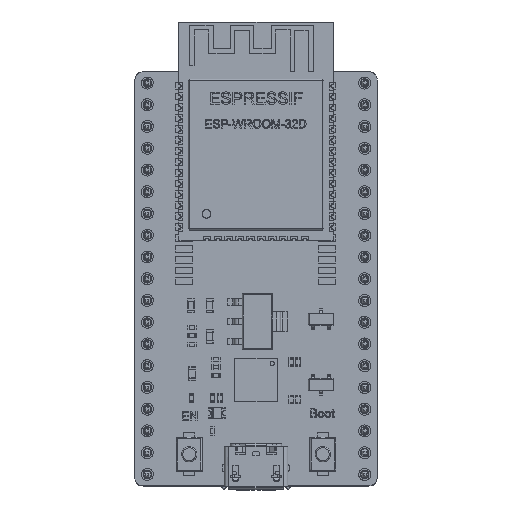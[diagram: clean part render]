
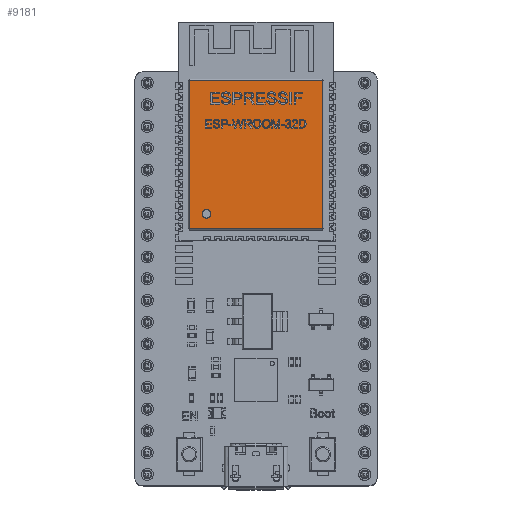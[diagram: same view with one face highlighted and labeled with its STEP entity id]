
A CAD part, top view. The second image highlights one B-rep face of the part: STEP entity #9181.
In plain terms, the highlighted free-form (B-spline) face has degree [1, 1] with [2, 2] control points.
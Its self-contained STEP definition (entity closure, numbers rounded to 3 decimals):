
#9181 = ADVANCED_FACE('',(#9182,#9212),#9226,.F.);
#9182 = FACE_BOUND('',#9183,.F.);
#9183 = EDGE_LOOP('',(#9184,#9193,#9200,#9207));
#9184 = ORIENTED_EDGE('',*,*,#9185,.F.);
#9185 = EDGE_CURVE('',#9186,#9188,#9190,.T.);
#9186 = VERTEX_POINT('',#9187);
#9187 = CARTESIAN_POINT('',(-6.973,42.466,
    3.495));
#9188 = VERTEX_POINT('',#9189);
#9189 = CARTESIAN_POINT('',(-6.973,26.906,
    3.495));
#9190 = B_SPLINE_CURVE_WITH_KNOTS('',1,(#9191,#9192),.UNSPECIFIED.,.F.,
  .F.,(2,2),(0.,17.36),.PIECEWISE_BEZIER_KNOTS.);
#9191 = CARTESIAN_POINT('',(-6.973,42.466,
    3.495));
#9192 = CARTESIAN_POINT('',(-6.973,26.906,
    3.495));
#9193 = ORIENTED_EDGE('',*,*,#9194,.T.);
#9194 = EDGE_CURVE('',#9186,#9195,#9197,.T.);
#9195 = VERTEX_POINT('',#9196);
#9196 = CARTESIAN_POINT('',(6.973,42.466,
    3.495));
#9197 = B_SPLINE_CURVE_WITH_KNOTS('',1,(#9198,#9199),.UNSPECIFIED.,.F.,
  .F.,(2,2),(0.,15.56),.PIECEWISE_BEZIER_KNOTS.);
#9198 = CARTESIAN_POINT('',(-6.973,42.466,
    3.495));
#9199 = CARTESIAN_POINT('',(6.973,42.466,
    3.495));
#9200 = ORIENTED_EDGE('',*,*,#9201,.T.);
#9201 = EDGE_CURVE('',#9195,#9202,#9204,.T.);
#9202 = VERTEX_POINT('',#9203);
#9203 = CARTESIAN_POINT('',(6.973,26.906,
    3.495));
#9204 = B_SPLINE_CURVE_WITH_KNOTS('',1,(#9205,#9206),.UNSPECIFIED.,.F.,
  .F.,(2,2),(0.,17.36),.PIECEWISE_BEZIER_KNOTS.);
#9205 = CARTESIAN_POINT('',(6.973,42.466,
    3.495));
#9206 = CARTESIAN_POINT('',(6.973,26.906,
    3.495));
#9207 = ORIENTED_EDGE('',*,*,#9208,.F.);
#9208 = EDGE_CURVE('',#9188,#9202,#9209,.T.);
#9209 = B_SPLINE_CURVE_WITH_KNOTS('',1,(#9210,#9211),.UNSPECIFIED.,.F.,
  .F.,(2,2),(0.,15.56),.PIECEWISE_BEZIER_KNOTS.);
#9210 = CARTESIAN_POINT('',(-6.973,26.906,
    3.495));
#9211 = CARTESIAN_POINT('',(6.973,26.906,
    3.495));
#9212 = FACE_BOUND('',#9213,.F.);
#9213 = EDGE_LOOP('',(#9214));
#9214 = ORIENTED_EDGE('',*,*,#9215,.T.);
#9215 = EDGE_CURVE('',#9216,#9216,#9218,.T.);
#9216 = VERTEX_POINT('',#9217);
#9217 = CARTESIAN_POINT('',(-4.727,28.492,
    3.495));
#9218 = ( BOUNDED_CURVE() B_SPLINE_CURVE(2,(#9219,#9220,#9221,#9222,
#9223,#9224,#9225),.UNSPECIFIED.,.T.,.F.) B_SPLINE_CURVE_WITH_KNOTS((1,2
    ,2,2,2,1),(-2.094,0.,2.094,4.189,
6.283,8.378),.UNSPECIFIED.) CURVE() 
GEOMETRIC_REPRESENTATION_ITEM() RATIONAL_B_SPLINE_CURVE((1.,0.5,1.,0.5,
1.,0.5,1.)) REPRESENTATION_ITEM('') );
#9219 = CARTESIAN_POINT('',(-4.727,28.492,
    3.495));
#9220 = CARTESIAN_POINT('',(-4.727,29.268,
    3.495));
#9221 = CARTESIAN_POINT('',(-5.4,28.88,
    3.495));
#9222 = CARTESIAN_POINT('',(-6.072,28.492,
    3.495));
#9223 = CARTESIAN_POINT('',(-5.4,28.104,
    3.495));
#9224 = CARTESIAN_POINT('',(-4.727,27.716,
    3.495));
#9225 = CARTESIAN_POINT('',(-4.727,28.492,
    3.495));
#9226 = B_SPLINE_SURFACE_WITH_KNOTS('',1,1,(
    (#9227,#9228)
    ,(#9229,#9230
    )),.UNSPECIFIED.,.F.,.F.,.F.,(2,2),(2,2),(0.,15.56),(0.,17.36),
  .PIECEWISE_BEZIER_KNOTS.);
#9227 = CARTESIAN_POINT('',(-6.973,42.466,
    3.495));
#9228 = CARTESIAN_POINT('',(-6.973,26.906,
    3.495));
#9229 = CARTESIAN_POINT('',(6.973,42.466,
    3.495));
#9230 = CARTESIAN_POINT('',(6.973,26.906,
    3.495));
